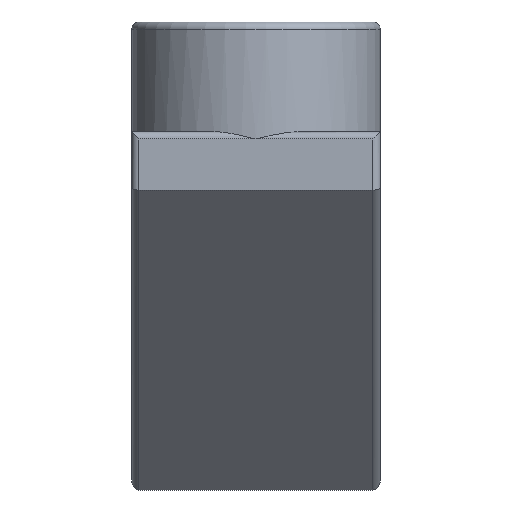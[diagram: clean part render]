
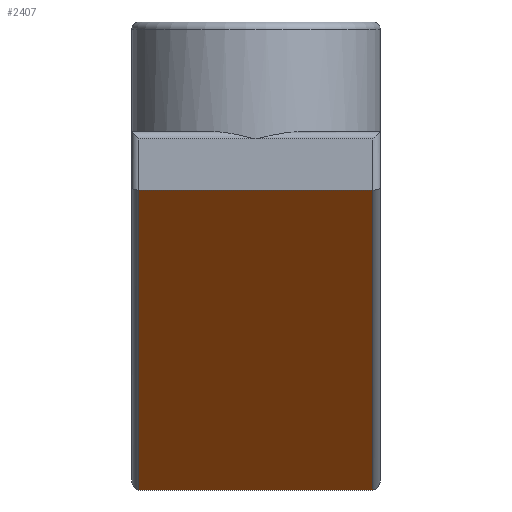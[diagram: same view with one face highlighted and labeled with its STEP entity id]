
A CAD part, left-side view. The second image highlights one B-rep face of the part: STEP entity #2407.
In plain terms, the highlighted planar face has unit normal (-0.707, 0, -0.707).
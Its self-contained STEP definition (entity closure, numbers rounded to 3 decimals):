
#147=CARTESIAN_POINT('',(0.,1.,-49.));
#935=DIRECTION('',(0.,1.,0.));
#936=VECTOR('',#935,32.);
#937=CARTESIAN_POINT('',(-41.,1.,-8.));
#938=LINE('',#937,#936);
#942=CARTESIAN_POINT('',(-41.,33.,-8.));
#954=DIRECTION('',(0.707,0.,-0.707));
#955=VECTOR('',#954,57.983);
#956=CARTESIAN_POINT('',(-41.,1.,-8.));
#957=LINE('',#956,#955);
#961=DIRECTION('',(0.,1.,0.));
#962=VECTOR('',#961,32.);
#963=CARTESIAN_POINT('',(0.,1.,-49.));
#964=LINE('',#963,#962);
#968=DIRECTION('',(-0.707,0.,0.707));
#969=VECTOR('',#968,57.983);
#970=CARTESIAN_POINT('',(0.,33.,-49.));
#971=LINE('',#970,#969);
#1514=VERTEX_POINT('',#942);
#1533=CARTESIAN_POINT('',(-41.,1.,-8.));
#1534=VERTEX_POINT('',#1533);
#1536=VERTEX_POINT('',#147);
#1569=CARTESIAN_POINT('',(0.,33.,-49.));
#1570=VERTEX_POINT('',#1569);
#2396=CARTESIAN_POINT('',(0.,0.,-49.));
#2397=DIRECTION('',(-0.707,0.,-0.707));
#2398=DIRECTION('',(-0.707,0.,0.707));
#2399=AXIS2_PLACEMENT_3D('',#2396,#2397,#2398);
#2400=PLANE('',#2399);
#2401=ORIENTED_EDGE('',*,*,#1655,.T.);
#2402=ORIENTED_EDGE('',*,*,#1675,.T.);
#2403=ORIENTED_EDGE('',*,*,#2384,.T.);
#2404=ORIENTED_EDGE('',*,*,#2359,.F.);
#2405=EDGE_LOOP('',(#2401,#2402,#2403,#2404));
#2406=FACE_OUTER_BOUND('',#2405,.F.);
#2407=ADVANCED_FACE('',(#2406),#2400,.T.);
#1655=EDGE_CURVE('',#1534,#1536,#957,.T.);
#1675=EDGE_CURVE('',#1536,#1570,#964,.T.);
#2359=EDGE_CURVE('',#1534,#1514,#938,.T.);
#2384=EDGE_CURVE('',#1570,#1514,#971,.T.);
